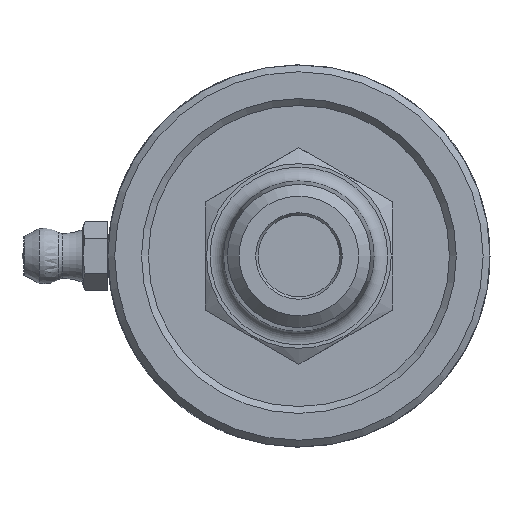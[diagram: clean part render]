
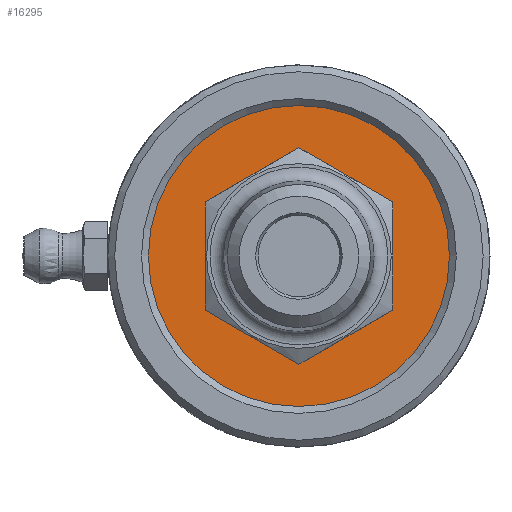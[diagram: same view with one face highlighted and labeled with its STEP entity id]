
A CAD part, left-side view. The second image highlights one B-rep face of the part: STEP entity #16295.
In plain terms, the highlighted planar face has unit normal (-1, 0, 0).
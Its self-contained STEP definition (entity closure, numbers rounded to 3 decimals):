
#213=FACE_BOUND('',#2765,.T.);
#529=PLANE('',#17289);
#1754=FACE_OUTER_BOUND('',#2764,.T.);
#2764=EDGE_LOOP('',(#14506));
#2765=EDGE_LOOP('',(#14507));
#3325=CIRCLE('',#17290,17.525);
#3326=CIRCLE('',#17291,9.575);
#7732=VERTEX_POINT('',#78309);
#7733=VERTEX_POINT('',#78311);
#10023=EDGE_CURVE('',#7732,#7732,#3325,.T.);
#10024=EDGE_CURVE('',#7733,#7733,#3326,.T.);
#14506=ORIENTED_EDGE('',*,*,#10023,.F.);
#14507=ORIENTED_EDGE('',*,*,#10024,.F.);
#16295=ADVANCED_FACE('',(#1754,#213),#529,.F.);
#17289=AXIS2_PLACEMENT_3D('',#78308,#20140,#20141);
#17290=AXIS2_PLACEMENT_3D('',#78310,#20142,#20143);
#17291=AXIS2_PLACEMENT_3D('',#78312,#20144,#20145);
#20140=DIRECTION('center_axis',(1.,0.,0.));
#20141=DIRECTION('ref_axis',(0.,0.,-1.));
#20142=DIRECTION('center_axis',(1.,0.,0.));
#20143=DIRECTION('ref_axis',(0.,1.,0.));
#20144=DIRECTION('center_axis',(-1.,0.,0.));
#20145=DIRECTION('ref_axis',(0.,1.,0.));
#78308=CARTESIAN_POINT('Origin',(2.49,-1.357,0.));
#78309=CARTESIAN_POINT('',(2.49,-17.525,0.));
#78310=CARTESIAN_POINT('Origin',(2.49,0.,0.));
#78311=CARTESIAN_POINT('',(2.49,-9.575,0.));
#78312=CARTESIAN_POINT('Origin',(2.49,0.,0.));
